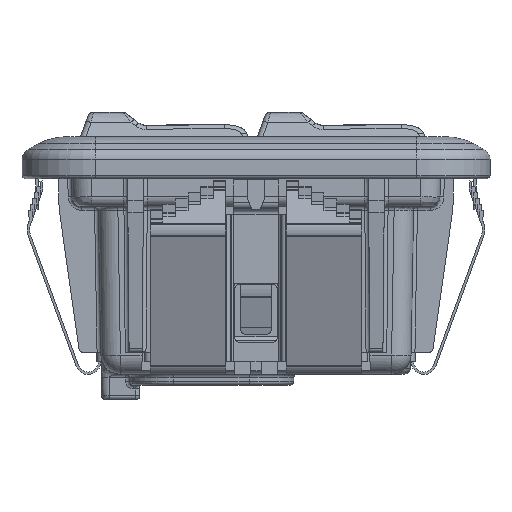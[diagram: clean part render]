
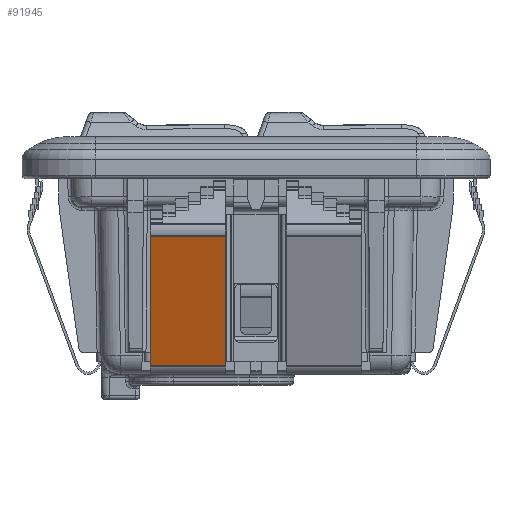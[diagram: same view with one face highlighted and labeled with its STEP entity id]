
A CAD part, left-side view. The second image highlights one B-rep face of the part: STEP entity #91945.
In plain terms, the highlighted planar face has unit normal (-0.938, 0, -0.346).
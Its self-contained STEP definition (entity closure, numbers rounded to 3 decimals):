
#25846=DIRECTION('',(0.346,0.,-0.938));
#25847=VECTOR('',#25846,18.129);
#25848=CARTESIAN_POINT('',(-29.302,17.691,-7.511));
#25849=LINE('',#25848,#25847);
#25948=DIRECTION('',(0.346,0.,-0.938));
#25949=VECTOR('',#25948,18.129);
#25950=CARTESIAN_POINT('',(-29.302,7.785,-7.511));
#25951=LINE('',#25950,#25949);
#26001=DIRECTION('',(0.,-1.,0.));
#26002=VECTOR('',#26001,9.906);
#26003=CARTESIAN_POINT('',(-23.037,17.691,-24.523));
#26004=LINE('',#26003,#26002);
#26005=DIRECTION('',(0.,-1.,0.));
#26006=VECTOR('',#26005,9.906);
#26007=CARTESIAN_POINT('',(-29.302,17.691,-7.511));
#26008=LINE('',#26007,#26006);
#47401=CARTESIAN_POINT('',(-29.302,17.691,-7.511));
#47402=CARTESIAN_POINT('',(-23.037,17.691,-24.523));
#47403=VERTEX_POINT('',#47401);
#47404=VERTEX_POINT('',#47402);
#47415=CARTESIAN_POINT('',(-29.302,7.785,-7.511));
#47416=VERTEX_POINT('',#47415);
#47417=CARTESIAN_POINT('',(-23.037,7.785,-24.523));
#47418=VERTEX_POINT('',#47417);
#91934=CARTESIAN_POINT('',(-29.302,17.691,-7.511));
#91935=DIRECTION('',(0.938,0.,0.346));
#91936=DIRECTION('',(0.346,0.,-0.938));
#91937=AXIS2_PLACEMENT_3D('',#91934,#91935,#91936);
#91938=PLANE('',#91937);
#91939=ORIENTED_EDGE('',*,*,#91814,.F.);
#91940=ORIENTED_EDGE('',*,*,#91882,.T.);
#91941=ORIENTED_EDGE('',*,*,#91895,.T.);
#91942=ORIENTED_EDGE('',*,*,#91926,.F.);
#91943=EDGE_LOOP('',(#91939,#91940,#91941,#91942));
#91944=FACE_OUTER_BOUND('',#91943,.F.);
#91945=ADVANCED_FACE('',(#91944),#91938,.F.);
#91814=EDGE_CURVE('',#47403,#47404,#25849,.T.);
#91882=EDGE_CURVE('',#47403,#47416,#26008,.T.);
#91895=EDGE_CURVE('',#47416,#47418,#25951,.T.);
#91926=EDGE_CURVE('',#47404,#47418,#26004,.T.);
